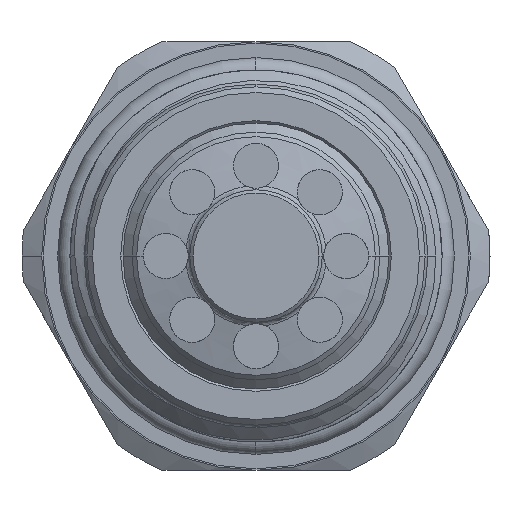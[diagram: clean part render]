
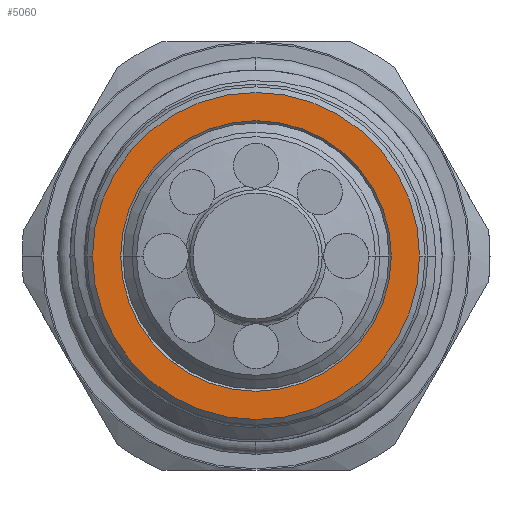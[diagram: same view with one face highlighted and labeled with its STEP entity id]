
A CAD part, left-side view. The second image highlights one B-rep face of the part: STEP entity #5060.
In plain terms, the highlighted planar face has unit normal (-1, 0, 0).
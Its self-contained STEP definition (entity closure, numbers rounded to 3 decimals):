
#2426 = CARTESIAN_POINT ( 'NONE',  ( 0., 0., 0. ) ) ;
#2427 = DIRECTION ( 'NONE',  ( 1., 0., 0. ) ) ;
#2428 = DIRECTION ( 'NONE',  ( 0., 1., 0. ) ) ;
#2429 = CARTESIAN_POINT ( 'NONE',  ( 0., 0., 0. ) ) ;
#2430 = DIRECTION ( 'NONE',  ( -1., 0., 0. ) ) ;
#2431 = DIRECTION ( 'NONE',  ( 0., 1., 0. ) ) ;
#4753 = CARTESIAN_POINT ( 'NONE',  ( 0., 0., 0. ) ) ;
#4754 = DIRECTION ( 'NONE',  ( 1., 0., 0. ) ) ;
#4755 = DIRECTION ( 'NONE',  ( 0., 1., 0. ) ) ;
#5060 = ADVANCED_FACE ( 'NONE', ( #13943, #13968 ), #8722, .F. ) ;
#5204 = VERTEX_POINT ( 'NONE', #8894 ) ;
#5376 = EDGE_LOOP ( 'NONE', ( #7082, #7098 ) ) ;
#5675 = CIRCLE ( 'NONE', #12415, 14.5 ) ;
#5782 = CIRCLE ( 'NONE', #12368, 12. ) ;
#6202 = VERTEX_POINT ( 'NONE', #12662 ) ;
#6330 = VERTEX_POINT ( 'NONE', #12774 ) ;
#6378 = VERTEX_POINT ( 'NONE', #12795 ) ;
#6413 = EDGE_LOOP ( 'NONE', ( #7115, #7118 ) ) ;
#6721 = CIRCLE ( 'NONE', #12187, 12. ) ;
#6847 = CIRCLE ( 'NONE', #12188, 14.5 ) ;
#7082 = ORIENTED_EDGE ( 'NONE', *, *, #9596, .T. ) ;
#7098 = ORIENTED_EDGE ( 'NONE', *, *, #9238, .T. ) ;
#7115 = ORIENTED_EDGE ( 'NONE', *, *, #9239, .T. ) ;
#7118 = ORIENTED_EDGE ( 'NONE', *, *, #9695, .T. ) ;
#8721 = CARTESIAN_POINT ( 'NONE',  ( 0., 0., 0. ) ) ;
#8722 = PLANE ( 'NONE',  #10030 ) ;
#8728 = DIRECTION ( 'NONE',  ( 1., 0., 0. ) ) ;
#8729 = DIRECTION ( 'NONE',  ( 0., 1., 0. ) ) ;
#8894 = CARTESIAN_POINT ( 'NONE',  ( 0., -12., 0. ) ) ;
#9238 = EDGE_CURVE ( 'NONE', #6202, #5204, #6721, .T. ) ;
#9239 = EDGE_CURVE ( 'NONE', #6378, #6330, #6847, .T. ) ;
#9596 = EDGE_CURVE ( 'NONE', #5204, #6202, #5782, .T. ) ;
#9695 = EDGE_CURVE ( 'NONE', #6330, #6378, #5675, .T. ) ;
#10030 = AXIS2_PLACEMENT_3D ( 'NONE', #8721, #8728, #8729 ) ;
#10455 = CARTESIAN_POINT ( 'NONE',  ( 0., 0., 0. ) ) ;
#10456 = DIRECTION ( 'NONE',  ( -1., 0., 0. ) ) ;
#10457 = DIRECTION ( 'NONE',  ( 0., 1., 0. ) ) ;
#12187 = AXIS2_PLACEMENT_3D ( 'NONE', #2426, #2427, #2428 ) ;
#12188 = AXIS2_PLACEMENT_3D ( 'NONE', #2429, #2430, #2431 ) ;
#12368 = AXIS2_PLACEMENT_3D ( 'NONE', #4753, #4754, #4755 ) ;
#12415 = AXIS2_PLACEMENT_3D ( 'NONE', #10455, #10456, #10457 ) ;
#12662 = CARTESIAN_POINT ( 'NONE',  ( 0., 12., 0. ) ) ;
#12774 = CARTESIAN_POINT ( 'NONE',  ( 0., -14.5, 0. ) ) ;
#12795 = CARTESIAN_POINT ( 'NONE',  ( 0., 14.5, 0. ) ) ;
#13943 = FACE_BOUND ( 'NONE', #5376, .T. ) ;
#13968 = FACE_OUTER_BOUND ( 'NONE', #6413, .T. ) ;
